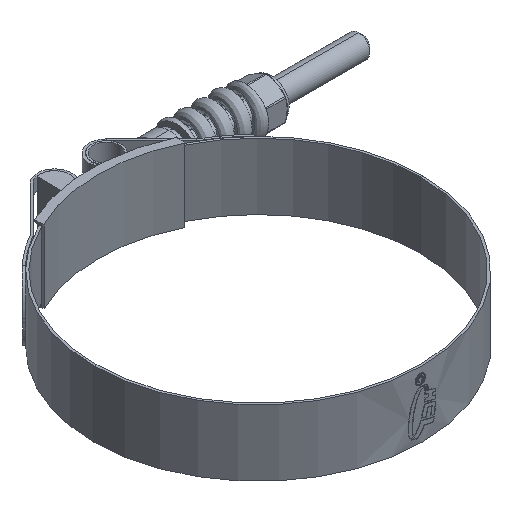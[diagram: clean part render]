
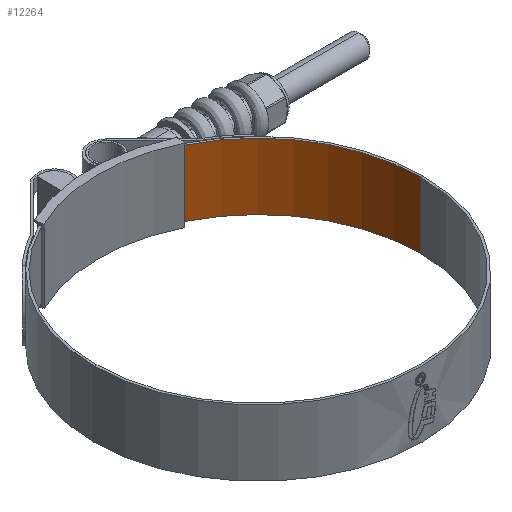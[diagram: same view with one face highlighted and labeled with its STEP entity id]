
A CAD part, isometric view. The second image highlights one B-rep face of the part: STEP entity #12264.
In plain terms, the highlighted cylindrical face has radius 46.85 mm (diameter 93.7 mm), a partial arc.
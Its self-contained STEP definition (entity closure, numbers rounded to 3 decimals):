
#244 = VECTOR ( 'NONE', #7308, 1000. ) ;
#609 = CARTESIAN_POINT ( 'NONE',  ( 0., 0., 9.55 ) ) ;
#891 = CARTESIAN_POINT ( 'NONE',  ( 46.85, 0., 9.55 ) ) ;
#1420 = DIRECTION ( 'NONE',  ( -1., 0., 0. ) ) ;
#1527 = DIRECTION ( 'NONE',  ( 0., 0., -1. ) ) ;
#3104 = VERTEX_POINT ( 'NONE', #13662 ) ;
#3852 = CARTESIAN_POINT ( 'NONE',  ( 6.777, 46.357, -9.55 ) ) ;
#4324 = CARTESIAN_POINT ( 'NONE',  ( 6.777, 46.357, 9.55 ) ) ;
#4633 = LINE ( 'NONE', #891, #244 ) ;
#5227 = EDGE_LOOP ( 'NONE', ( #5537, #14301, #16553, #14046 ) ) ;
#5293 = VERTEX_POINT ( 'NONE', #11305 ) ;
#5537 = ORIENTED_EDGE ( 'NONE', *, *, #11858, .F. ) ;
#6364 = AXIS2_PLACEMENT_3D ( 'NONE', #10927, #8346, #12261 ) ;
#6649 = CIRCLE ( 'NONE', #12530, 46.85 ) ;
#7308 = DIRECTION ( 'NONE',  ( 0., 0., -1. ) ) ;
#7460 = VERTEX_POINT ( 'NONE', #9939 ) ;
#7466 = EDGE_CURVE ( 'NONE', #5293, #3104, #8811, .T. ) ;
#7667 = EDGE_CURVE ( 'NONE', #11029, #7460, #6649, .T. ) ;
#8346 = DIRECTION ( 'NONE',  ( 0., 0., -1. ) ) ;
#8811 = CIRCLE ( 'NONE', #6364, 46.85 ) ;
#9250 = DIRECTION ( 'NONE',  ( 0., 0., -1. ) ) ;
#9619 = DIRECTION ( 'NONE',  ( 0., 0., -1. ) ) ;
#9939 = CARTESIAN_POINT ( 'NONE',  ( 46.85, 0., -9.55 ) ) ;
#10553 = FACE_OUTER_BOUND ( 'NONE', #5227, .T. ) ;
#10927 = CARTESIAN_POINT ( 'NONE',  ( 0., 0., 9.55 ) ) ;
#11029 = VERTEX_POINT ( 'NONE', #3852 ) ;
#11305 = CARTESIAN_POINT ( 'NONE',  ( 6.777, 46.357, 9.55 ) ) ;
#11801 = DIRECTION ( 'NONE',  ( -1., 0., 0. ) ) ;
#11858 = EDGE_CURVE ( 'NONE', #3104, #7460, #4633, .T. ) ;
#12261 = DIRECTION ( 'NONE',  ( -1., 0., 0. ) ) ;
#12264 = ADVANCED_FACE ( 'NONE', ( #10553 ), #14527, .F. ) ;
#12530 = AXIS2_PLACEMENT_3D ( 'NONE', #12920, #9250, #1420 ) ;
#12920 = CARTESIAN_POINT ( 'NONE',  ( 0., 0., -9.55 ) ) ;
#13662 = CARTESIAN_POINT ( 'NONE',  ( 46.85, 0., 9.55 ) ) ;
#13874 = EDGE_CURVE ( 'NONE', #5293, #11029, #14193, .T. ) ;
#14046 = ORIENTED_EDGE ( 'NONE', *, *, #7667, .T. ) ;
#14193 = LINE ( 'NONE', #4324, #14449 ) ;
#14301 = ORIENTED_EDGE ( 'NONE', *, *, #7466, .F. ) ;
#14449 = VECTOR ( 'NONE', #1527, 1000. ) ;
#14527 = CYLINDRICAL_SURFACE ( 'NONE', #16311, 46.85 ) ;
#16311 = AXIS2_PLACEMENT_3D ( 'NONE', #609, #9619, #11801 ) ;
#16553 = ORIENTED_EDGE ( 'NONE', *, *, #13874, .T. ) ;
